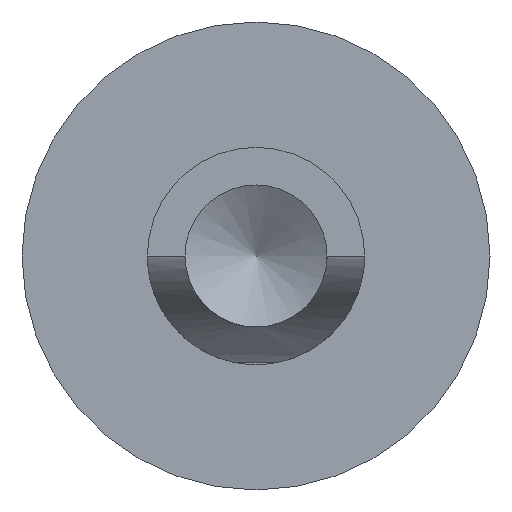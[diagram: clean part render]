
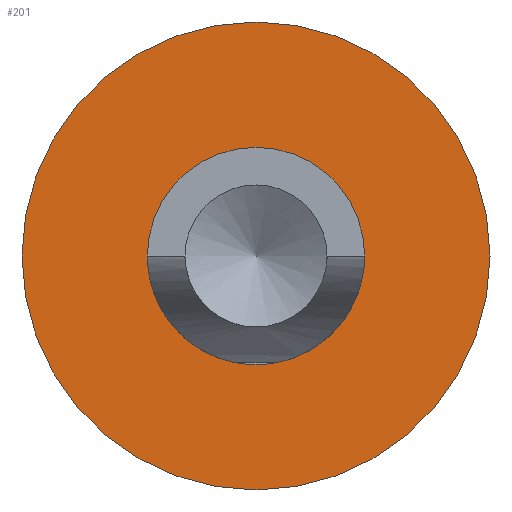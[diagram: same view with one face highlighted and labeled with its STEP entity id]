
A CAD part, front view. The second image highlights one B-rep face of the part: STEP entity #201.
In plain terms, the highlighted planar face has unit normal (0, -1, 0).
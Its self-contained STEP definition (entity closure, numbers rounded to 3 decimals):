
#66=FACE_BOUND('',#359,.T.);
#67=FACE_BOUND('',#360,.T.);
#201=ADVANCED_FACE('',(#66,#67),#242,.T.);
#242=PLANE('',#1214);
#359=EDGE_LOOP('',(#713));
#360=EDGE_LOOP('',(#714));
#428=CIRCLE('',#1211,2.8);
#429=CIRCLE('',#1213,1.3);
#713=ORIENTED_EDGE('',*,*,#1000,.T.);
#714=ORIENTED_EDGE('',*,*,#999,.F.);
#846=VERTEX_POINT('',#2137);
#847=VERTEX_POINT('',#2140);
#999=EDGE_CURVE('',#846,#846,#428,.T.);
#1000=EDGE_CURVE('',#847,#847,#429,.T.);
#1211=AXIS2_PLACEMENT_3D('',#2136,#1477,#1478);
#1213=AXIS2_PLACEMENT_3D('',#2139,#1481,#1482);
#1214=AXIS2_PLACEMENT_3D('',#2141,#1483,#1484);
#1477=DIRECTION('',(0.,1.,0.));
#1478=DIRECTION('',(1.,0.,0.));
#1481=DIRECTION('',(0.,1.,0.));
#1482=DIRECTION('',(1.,0.,0.));
#1483=DIRECTION('',(0.,-1.,0.));
#1484=DIRECTION('',(0.,0.,1.));
#2136=CARTESIAN_POINT('',(0.07,-2.211,-4.243));
#2137=CARTESIAN_POINT('',(2.87,-2.211,-4.243));
#2139=CARTESIAN_POINT('',(0.07,-2.211,-4.243));
#2140=CARTESIAN_POINT('',(1.37,-2.211,-4.243));
#2141=CARTESIAN_POINT('',(3.15,-2.211,-7.323));
